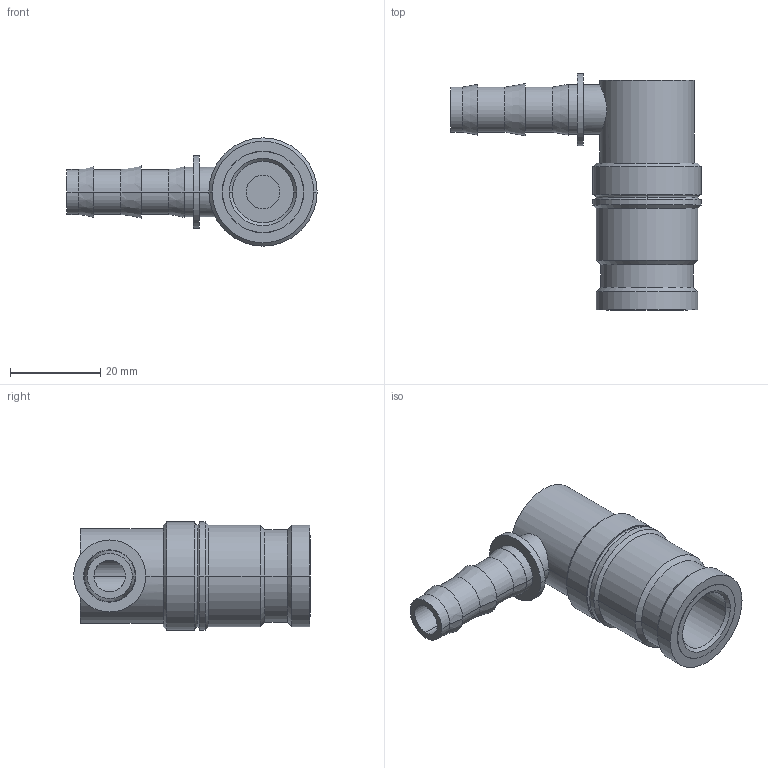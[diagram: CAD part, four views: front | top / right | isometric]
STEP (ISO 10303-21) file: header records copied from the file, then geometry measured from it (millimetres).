
FILE_DESCRIPTION(('STEP AP214'),'1');
FILE_NAME('esdf_10_t-90.stp','2020-04-22T06:13:33',('TraceParts'),('TraceParts S.A.'),'Spatial InterOp 3D',' ',' ');
FILE_SCHEMA(('automotive_design'));
Length unit declared in the file: millimetre
Products named in the file (2): 1; 2
Bounding box: 55.5 x 52.5 x 24 mm (x, y, z)
Volume: 17034.3 mm3; surface area: 8151.1 mm2
Topology: 2 solids, 2 shells, 70 faces, 147 edges, 89 vertices
Faces by surface type: cylinder 32, cone 16, plane 14, torus 8
Entity records: 2581 total; most frequent: CARTESIAN_POINT 451, DIRECTION 374, ORIENTED_EDGE 294, AXIS2_PLACEMENT_3D 162, EDGE_CURVE 147, CIRCLE 90, VERTEX_POINT 89, EDGE_LOOP 82
